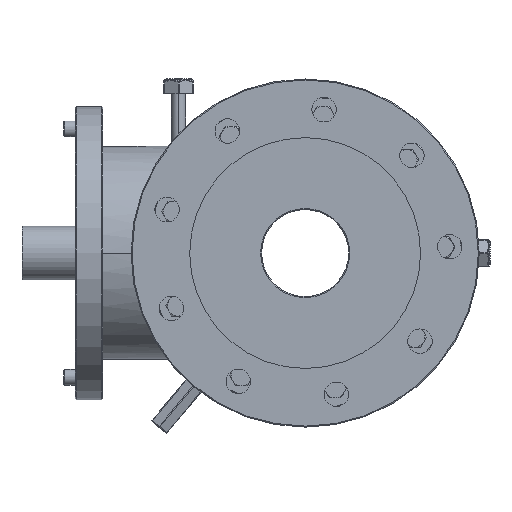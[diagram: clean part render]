
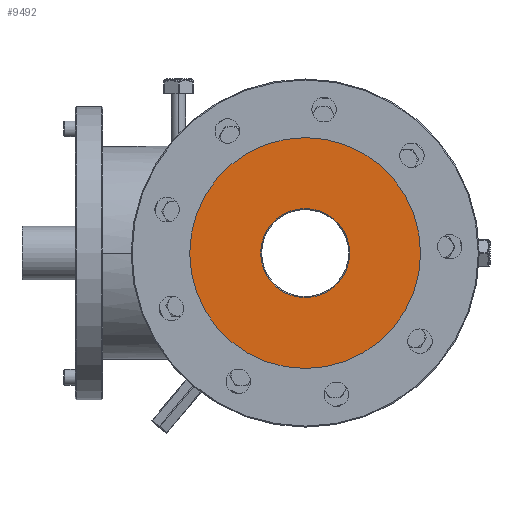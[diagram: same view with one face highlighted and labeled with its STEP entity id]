
A CAD part, left-side view. The second image highlights one B-rep face of the part: STEP entity #9492.
In plain terms, the highlighted planar face has unit normal (-1, 0, 0).
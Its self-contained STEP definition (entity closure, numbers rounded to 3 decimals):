
#964 = AXIS2_PLACEMENT_3D ( 'NONE', #12254, #2894, #7629 ) ;
#1127 = DIRECTION ( 'NONE',  ( -1., 0., 0. ) ) ;
#1270 = CARTESIAN_POINT ( 'NONE',  ( -341.5, 0., 0. ) ) ;
#1663 = EDGE_CURVE ( 'NONE', #3874, #6593, #7459, .T. ) ;
#2325 = ORIENTED_EDGE ( 'NONE', *, *, #7269, .T. ) ;
#2784 = CIRCLE ( 'NONE', #964, 45.5 ) ;
#2894 = DIRECTION ( 'NONE',  ( 1., 0., 0. ) ) ;
#3106 = VERTEX_POINT ( 'NONE', #10422 ) ;
#3230 = DIRECTION ( 'NONE',  ( 0., -1., 0. ) ) ;
#3364 = CARTESIAN_POINT ( 'NONE',  ( -341.5, 118., 0. ) ) ;
#3812 = AXIS2_PLACEMENT_3D ( 'NONE', #8012, #1127, #4986 ) ;
#3874 = VERTEX_POINT ( 'NONE', #3364 ) ;
#4159 = EDGE_LOOP ( 'NONE', ( #6897, #6667 ) ) ;
#4986 = DIRECTION ( 'NONE',  ( 0., -1., 0. ) ) ;
#5127 = VERTEX_POINT ( 'NONE', #6516 ) ;
#5503 = ORIENTED_EDGE ( 'NONE', *, *, #6647, .T. ) ;
#5647 = AXIS2_PLACEMENT_3D ( 'NONE', #1270, #11884, #3230 ) ;
#5808 = CARTESIAN_POINT ( 'NONE',  ( -341.5, 0., 0. ) ) ;
#5896 = DIRECTION ( 'NONE',  ( -1., 0., 0. ) ) ;
#6516 = CARTESIAN_POINT ( 'NONE',  ( -341.5, 0., -45.5 ) ) ;
#6593 = VERTEX_POINT ( 'NONE', #9299 ) ;
#6647 = EDGE_CURVE ( 'NONE', #5127, #3106, #2784, .T. ) ;
#6667 = ORIENTED_EDGE ( 'NONE', *, *, #1663, .T. ) ;
#6897 = ORIENTED_EDGE ( 'NONE', *, *, #7877, .T. ) ;
#7033 = AXIS2_PLACEMENT_3D ( 'NONE', #5808, #9662, #9839 ) ;
#7097 = EDGE_LOOP ( 'NONE', ( #2325, #5503 ) ) ;
#7269 = EDGE_CURVE ( 'NONE', #3106, #5127, #10058, .T. ) ;
#7459 = CIRCLE ( 'NONE', #5647, 118. ) ;
#7629 = DIRECTION ( 'NONE',  ( 0., -1., 0. ) ) ;
#7770 = FACE_OUTER_BOUND ( 'NONE', #4159, .T. ) ;
#7877 = EDGE_CURVE ( 'NONE', #6593, #3874, #11282, .T. ) ;
#8012 = CARTESIAN_POINT ( 'NONE',  ( -341.5, 0., 0. ) ) ;
#9299 = CARTESIAN_POINT ( 'NONE',  ( -341.5, -118., 0. ) ) ;
#9492 = ADVANCED_FACE ( 'NONE', ( #11677, #7770 ), #9786, .T. ) ;
#9662 = DIRECTION ( 'NONE',  ( 1., 0., 0. ) ) ;
#9786 = PLANE ( 'NONE',  #3812 ) ;
#9839 = DIRECTION ( 'NONE',  ( 0., -1., 0. ) ) ;
#10058 = CIRCLE ( 'NONE', #7033, 45.5 ) ;
#10422 = CARTESIAN_POINT ( 'NONE',  ( -341.5, 0., 45.5 ) ) ;
#10447 = AXIS2_PLACEMENT_3D ( 'NONE', #11815, #5896, #11623 ) ;
#11282 = CIRCLE ( 'NONE', #10447, 118. ) ;
#11623 = DIRECTION ( 'NONE',  ( 0., -1., 0. ) ) ;
#11677 = FACE_BOUND ( 'NONE', #7097, .T. ) ;
#11815 = CARTESIAN_POINT ( 'NONE',  ( -341.5, 0., 0. ) ) ;
#11884 = DIRECTION ( 'NONE',  ( -1., 0., 0. ) ) ;
#12254 = CARTESIAN_POINT ( 'NONE',  ( -341.5, 0., 0. ) ) ;
